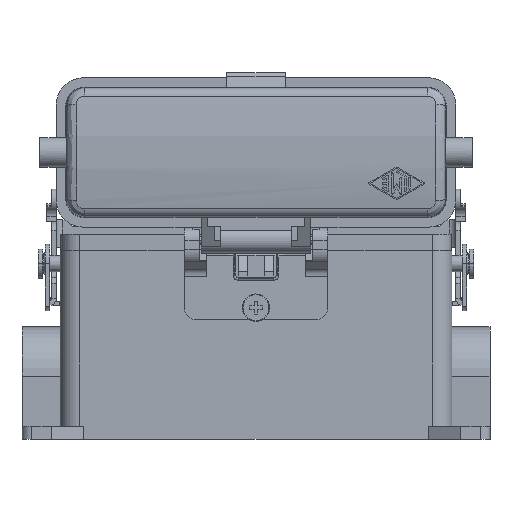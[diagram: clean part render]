
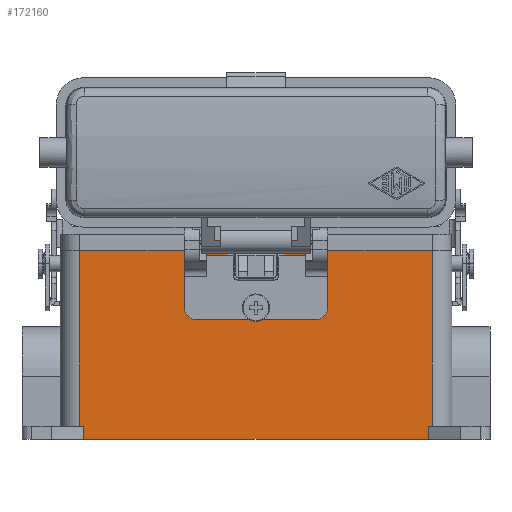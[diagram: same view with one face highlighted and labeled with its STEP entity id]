
A CAD part, left-side view. The second image highlights one B-rep face of the part: STEP entity #172160.
In plain terms, the highlighted face is planar.
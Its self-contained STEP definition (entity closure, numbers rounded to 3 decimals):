
#1180=CARTESIAN_POINT('',(21.9,22.25,2.4));
#1190=VERTEX_POINT('',#1180);
#1220=CARTESIAN_POINT('',(0.,22.25,2.4));
#1230=DIRECTION('',(-1.,0.,0.));
#1240=VECTOR('',#1230,1.);
#1250=LINE('',#1220,#1240);
#1260=CARTESIAN_POINT('',(8.5,22.25,2.4));
#1270=VERTEX_POINT('',#1260);
#1280=EDGE_CURVE('',#1190,#1270,#1250,.T.);
#31560=CARTESIAN_POINT('',(21.9,22.25,-14.1));
#31570=VERTEX_POINT('',#31560);
#31730=CARTESIAN_POINT('',(18.9,22.25,-17.1));
#31740=VERTEX_POINT('',#31730);
#31770=CARTESIAN_POINT('',(18.9,22.25,-14.1));
#31780=DIRECTION('',(0.,1.,0.));
#31790=DIRECTION('',(1.,0.,0.));
#31800=AXIS2_PLACEMENT_3D('',#31770,#31780,#31790);
#31810=CIRCLE('',#31800,3.);
#31820=EDGE_CURVE('',#31570,#31740,#31810,.T.);
#39780=CARTESIAN_POINT('',(-8.5,22.25,4.));
#39790=VERTEX_POINT('',#39780);
#39820=CARTESIAN_POINT('',(-8.5,22.25,0.));
#39830=DIRECTION('',(0.,0.,-1.));
#39840=VECTOR('',#39830,1.);
#39850=LINE('',#39820,#39840);
#39860=CARTESIAN_POINT('',(-8.5,22.25,2.4));
#39870=VERTEX_POINT('',#39860);
#39880=EDGE_CURVE('',#39790,#39870,#39850,.T.);
#46620=CARTESIAN_POINT('',(-21.9,22.25,2.4));
#46630=VERTEX_POINT('',#46620);
#46800=CARTESIAN_POINT('',(0.,22.25,2.4));
#46810=DIRECTION('',(-1.,0.,0.));
#46820=VECTOR('',#46810,1.);
#46830=LINE('',#46800,#46820);
#46840=EDGE_CURVE('',#39870,#46630,#46830,.T.);
#70230=CARTESIAN_POINT('',(21.9,22.25,0.));
#70240=DIRECTION('',(0.,0.,1.));
#70250=VECTOR('',#70240,1.);
#70260=LINE('',#70230,#70250);
#70270=EDGE_CURVE('',#31570,#1190,#70260,.T.);
#79190=CARTESIAN_POINT('',(-18.9,22.25,-17.1));
#79200=VERTEX_POINT('',#79190);
#79230=CARTESIAN_POINT('',(0.,22.25,-17.1));
#79240=DIRECTION('',(1.,0.,0.));
#79250=VECTOR('',#79240,1.);
#79260=LINE('',#79230,#79250);
#79270=EDGE_CURVE('',#79200,#31740,#79260,.T.);
#123480=CARTESIAN_POINT('',(-21.9,22.25,-14.1));
#123490=VERTEX_POINT('',#123480);
#123520=CARTESIAN_POINT('',(-18.9,22.25,-14.1));
#123530=DIRECTION('',(0.,-1.,0.));
#123540=DIRECTION('',(-1.,0.,0.));
#123550=AXIS2_PLACEMENT_3D('',#123520,#123530,#123540);
#123560=CIRCLE('',#123550,3.);
#123570=EDGE_CURVE('',#123490,#79200,#123560,.T.);
#145620=CARTESIAN_POINT('',(53.,22.25,-54.));
#145630=VERTEX_POINT('',#145620);
#145660=CARTESIAN_POINT('',(-53.,22.25,-54.));
#145670=DIRECTION('',(1.,0.,0.));
#145680=VECTOR('',#145670,106.);
#145690=LINE('',#145660,#145680);
#145700=CARTESIAN_POINT('',(-53.,22.25,-54.));
#145710=VERTEX_POINT('',#145700);
#145720=EDGE_CURVE('',#145710,#145630,#145690,.T.);
#151030=CARTESIAN_POINT('',(54.25,22.25,-50.));
#151040=VERTEX_POINT('',#151030);
#151070=CARTESIAN_POINT('',(53.,22.25,-50.));
#151080=DIRECTION('',(1.,0.,0.));
#151090=VECTOR('',#151080,1.25);
#151100=LINE('',#151070,#151090);
#151110=CARTESIAN_POINT('',(53.,22.25,-50.));
#151120=VERTEX_POINT('',#151110);
#151130=EDGE_CURVE('',#151120,#151040,#151100,.T.);
#151680=CARTESIAN_POINT('',(54.25,22.25,4.));
#151690=VERTEX_POINT('',#151680);
#151720=CARTESIAN_POINT('',(54.25,22.25,-50.));
#151730=DIRECTION('',(0.,0.,1.));
#151740=VECTOR('',#151730,55.);
#151750=LINE('',#151720,#151740);
#151760=EDGE_CURVE('',#151040,#151690,#151750,.T.);
#152100=CARTESIAN_POINT('',(-54.25,22.25,4.));
#152110=VERTEX_POINT('',#152100);
#152140=CARTESIAN_POINT('',(-54.25,22.25,4.));
#152150=DIRECTION('',(1.,0.,0.));
#152160=VECTOR('',#152150,108.5);
#152170=LINE('',#152140,#152160);
#152180=EDGE_CURVE('',#152110,#39790,#152170,.T.);
#152970=CARTESIAN_POINT('',(8.5,22.25,4.));
#152980=VERTEX_POINT('',#152970);
#153010=EDGE_CURVE('',#152980,#151690,#152170,.T.);
#171440=CARTESIAN_POINT('',(-54.25,22.25,-50.));
#171450=DIRECTION('',(0.,0.,1.));
#171460=VECTOR('',#171450,55.);
#171470=LINE('',#171440,#171460);
#171480=CARTESIAN_POINT('',(-54.25,22.25,-50.));
#171490=VERTEX_POINT('',#171480);
#171500=EDGE_CURVE('',#171490,#152110,#171470,.T.);
#171640=CARTESIAN_POINT('',(-53.,22.25,-54.));
#171650=DIRECTION('',(0.,1.,0.));
#171660=DIRECTION('',(0.,0.,1.));
#171670=AXIS2_PLACEMENT_3D('',#171640,#171650,#171660);
#171680=PLANE('',#171670);
#171690=ORIENTED_EDGE('',*,*,#151130,.F.);
#171700=ORIENTED_EDGE('',*,*,#151760,.F.);
#171710=ORIENTED_EDGE('',*,*,#153010,.T.);
#171720=CARTESIAN_POINT('',(8.5,22.25,0.));
#171730=DIRECTION('',(0.,0.,-1.));
#171740=VECTOR('',#171730,1.);
#171750=LINE('',#171720,#171740);
#171760=EDGE_CURVE('',#152980,#1270,#171750,.T.);
#171770=ORIENTED_EDGE('',*,*,#171760,.F.);
#171780=ORIENTED_EDGE('',*,*,#1280,.T.);
#171790=ORIENTED_EDGE('',*,*,#70270,.T.);
#171800=ORIENTED_EDGE('',*,*,#31820,.F.);
#171810=ORIENTED_EDGE('',*,*,#79270,.T.);
#171820=ORIENTED_EDGE('',*,*,#123570,.T.);
#171830=CARTESIAN_POINT('',(-21.9,22.25,0.));
#171840=DIRECTION('',(0.,0.,1.));
#171850=VECTOR('',#171840,1.);
#171860=LINE('',#171830,#171850);
#171870=EDGE_CURVE('',#123490,#46630,#171860,.T.);
#171880=ORIENTED_EDGE('',*,*,#171870,.F.);
#171890=ORIENTED_EDGE('',*,*,#46840,.T.);
#171900=ORIENTED_EDGE('',*,*,#39880,.T.);
#171910=ORIENTED_EDGE('',*,*,#152180,.T.);
#171920=ORIENTED_EDGE('',*,*,#171500,.T.);
#171930=CARTESIAN_POINT('',(-54.25,22.25,-50.));
#171940=DIRECTION('',(1.,0.,0.));
#171950=VECTOR('',#171940,1.25);
#171960=LINE('',#171930,#171950);
#171970=CARTESIAN_POINT('',(-53.,22.25,-50.));
#171980=VERTEX_POINT('',#171970);
#171990=EDGE_CURVE('',#171490,#171980,#171960,.T.);
#172000=ORIENTED_EDGE('',*,*,#171990,.F.);
#172010=CARTESIAN_POINT('',(-53.,22.25,-54.));
#172020=DIRECTION('',(0.,0.,1.));
#172030=VECTOR('',#172020,4.);
#172040=LINE('',#172010,#172030);
#172050=EDGE_CURVE('',#145710,#171980,#172040,.T.);
#172060=ORIENTED_EDGE('',*,*,#172050,.T.);
#172070=ORIENTED_EDGE('',*,*,#145720,.F.);
#172080=CARTESIAN_POINT('',(53.,22.25,-54.));
#172090=DIRECTION('',(0.,0.,1.));
#172100=VECTOR('',#172090,4.);
#172110=LINE('',#172080,#172100);
#172120=EDGE_CURVE('',#145630,#151120,#172110,.T.);
#172130=ORIENTED_EDGE('',*,*,#172120,.F.);
#172140=EDGE_LOOP('',(#172130,#172070,#172060,#172000,#171920,#171910,
#171900,#171890,#171880,#171820,#171810,#171800,#171790,#171780,#171770,
#171710,#171700,#171690));
#172150=FACE_OUTER_BOUND('',#172140,.T.);
#172160=ADVANCED_FACE('',(#172150),#171680,.T.);
